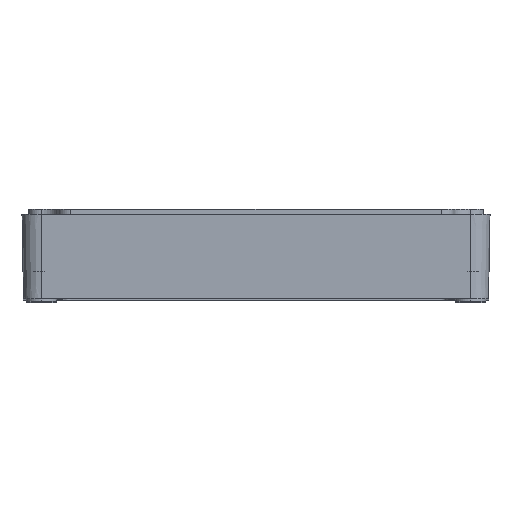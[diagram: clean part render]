
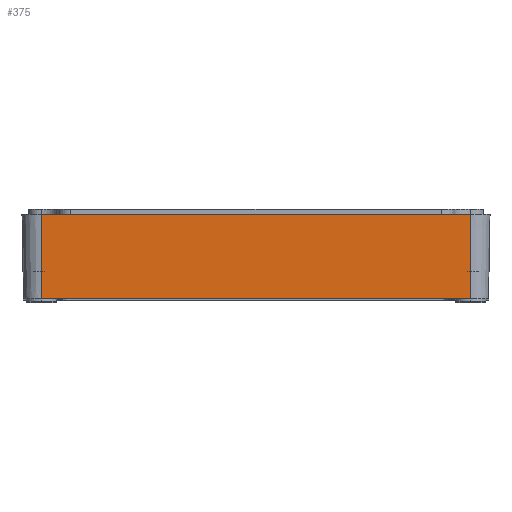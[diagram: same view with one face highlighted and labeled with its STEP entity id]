
A CAD part, top view. The second image highlights one B-rep face of the part: STEP entity #375.
In plain terms, the highlighted planar face has unit normal (0, -0.018, 1).
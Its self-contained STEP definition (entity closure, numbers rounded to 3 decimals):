
#47 = DIRECTION ( 'NONE',  ( 1., 0., 0. ) ) ;
#145 = DIRECTION ( 'NONE',  ( 1., 0., 0. ) ) ;
#225 = CARTESIAN_POINT ( 'NONE',  ( -127., 0., 188.5 ) ) ;
#229 = LINE ( 'NONE', #2892, #695 ) ;
#240 = DIRECTION ( 'NONE',  ( 0., -1., -0.017 ) ) ;
#347 = VECTOR ( 'NONE', #1626, 1000. ) ;
#375 = ADVANCED_FACE ( 'NONE', ( #1018 ), #713, .T. ) ;
#457 = AXIS2_PLACEMENT_3D ( 'NONE', #915, #490, #240 ) ;
#490 = DIRECTION ( 'NONE',  ( 0., -0.017, 1. ) ) ;
#595 = CARTESIAN_POINT ( 'NONE',  ( 127., -50., 187.627 ) ) ;
#604 = ORIENTED_EDGE ( 'NONE', *, *, #2673, .T. ) ;
#686 = VERTEX_POINT ( 'NONE', #595 ) ;
#695 = VECTOR ( 'NONE', #145, 1000. ) ;
#713 = PLANE ( 'NONE',  #457 ) ;
#915 = CARTESIAN_POINT ( 'NONE',  ( -127., 0., 188.5 ) ) ;
#1000 = CARTESIAN_POINT ( 'NONE',  ( -127., -50., 187.627 ) ) ;
#1018 = FACE_OUTER_BOUND ( 'NONE', #1467, .T. ) ;
#1029 = ORIENTED_EDGE ( 'NONE', *, *, #1756, .T. ) ;
#1059 = LINE ( 'NONE', #2351, #2376 ) ;
#1219 = DIRECTION ( 'NONE',  ( 0., 1., 0.017 ) ) ;
#1417 = CARTESIAN_POINT ( 'NONE',  ( -127., 0., 188.5 ) ) ;
#1467 = EDGE_LOOP ( 'NONE', ( #2777, #2955, #1029, #604 ) ) ;
#1478 = EDGE_CURVE ( 'NONE', #1553, #1492, #2840, .T. ) ;
#1492 = VERTEX_POINT ( 'NONE', #2094 ) ;
#1553 = VERTEX_POINT ( 'NONE', #2124 ) ;
#1626 = DIRECTION ( 'NONE',  ( 0., 1., 0.017 ) ) ;
#1661 = LINE ( 'NONE', #225, #347 ) ;
#1756 = EDGE_CURVE ( 'NONE', #2942, #686, #229, .T. ) ;
#2094 = CARTESIAN_POINT ( 'NONE',  ( 127., 0., 188.5 ) ) ;
#2124 = CARTESIAN_POINT ( 'NONE',  ( -127., 0., 188.5 ) ) ;
#2351 = CARTESIAN_POINT ( 'NONE',  ( 127., 0., 188.5 ) ) ;
#2376 = VECTOR ( 'NONE', #1219, 1000. ) ;
#2476 = VECTOR ( 'NONE', #47, 1000. ) ;
#2673 = EDGE_CURVE ( 'NONE', #686, #1492, #1059, .T. ) ;
#2777 = ORIENTED_EDGE ( 'NONE', *, *, #1478, .F. ) ;
#2840 = LINE ( 'NONE', #1417, #2476 ) ;
#2892 = CARTESIAN_POINT ( 'NONE',  ( -127., -50., 187.627 ) ) ;
#2900 = EDGE_CURVE ( 'NONE', #2942, #1553, #1661, .T. ) ;
#2942 = VERTEX_POINT ( 'NONE', #1000 ) ;
#2955 = ORIENTED_EDGE ( 'NONE', *, *, #2900, .F. ) ;
